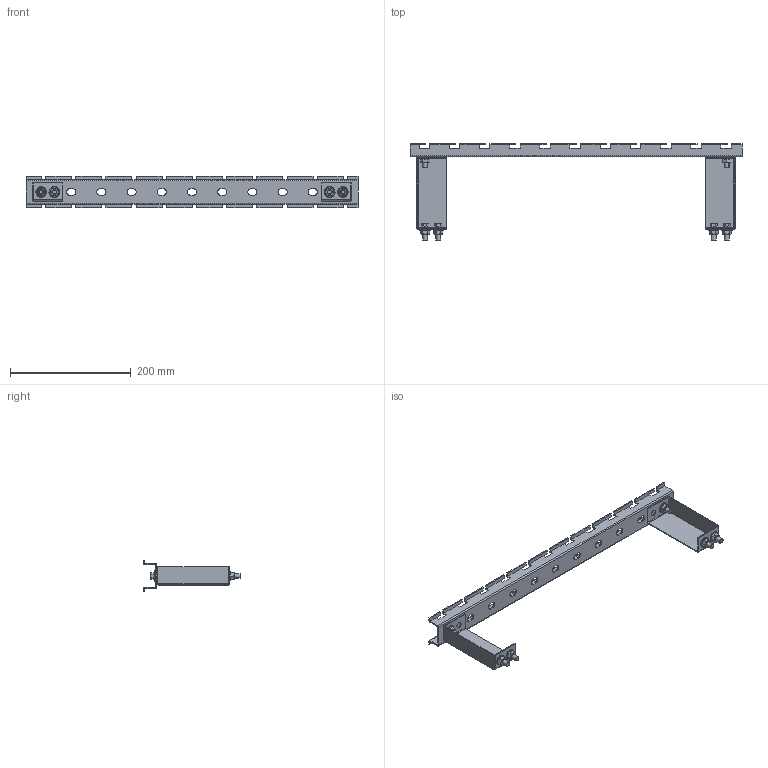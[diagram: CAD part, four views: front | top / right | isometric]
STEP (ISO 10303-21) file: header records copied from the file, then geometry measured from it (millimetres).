
FILE_DESCRIPTION (( 'STEP AP214' ), '1' );
FILE_NAME ('LC-EFS500_3D.step', '2023-05-09T16:30:18', ( '' ), ( '' ), 'SwSTEP 2.0', 'SolidWorks 2022', '' );
FILE_SCHEMA (( 'AUTOMOTIVE_DESIGN' ));
Length unit declared in the file: millimetre
Products named in the file (5): hex flange nut gradea_iso_ISO - 4161 - M8 - N; LC-EFS500_3D; PJ-BR00_500 [20"]; PJ-EFS-H120; hex flange bolt small_iso_ISO 4162 - M8 x 20 x 20-N
Assembly tree (15 placements, depth 2):
  LC-EFS500_3D
    PJ-BR00_500 [20"]
    PJ-EFS-H120  x2
    hex flange bolt small_iso_ISO 4162 - M8 x 20 x 20-N  x6
    hex flange nut gradea_iso_ISO - 4161 - M8 - N  x6
Bounding box: 550 x 160.5 x 53 mm (x, y, z)
Volume: 142250.5 mm3; surface area: 156201.9 mm2
Topology: 15 solids, 15 shells, 728 faces, 1768 edges, 1076 vertices
Faces by surface type: plane 354, cylinder 138, cone 132, bspline 80, torus 24
Entity records: 12778 total; most frequent: CARTESIAN_POINT 2933, ORIENTED_EDGE 2048, DIRECTION 1934, EDGE_CURVE 1024, LINE 744, VECTOR 744, VERTEX_POINT 648, AXIS2_PLACEMENT_3D 595
